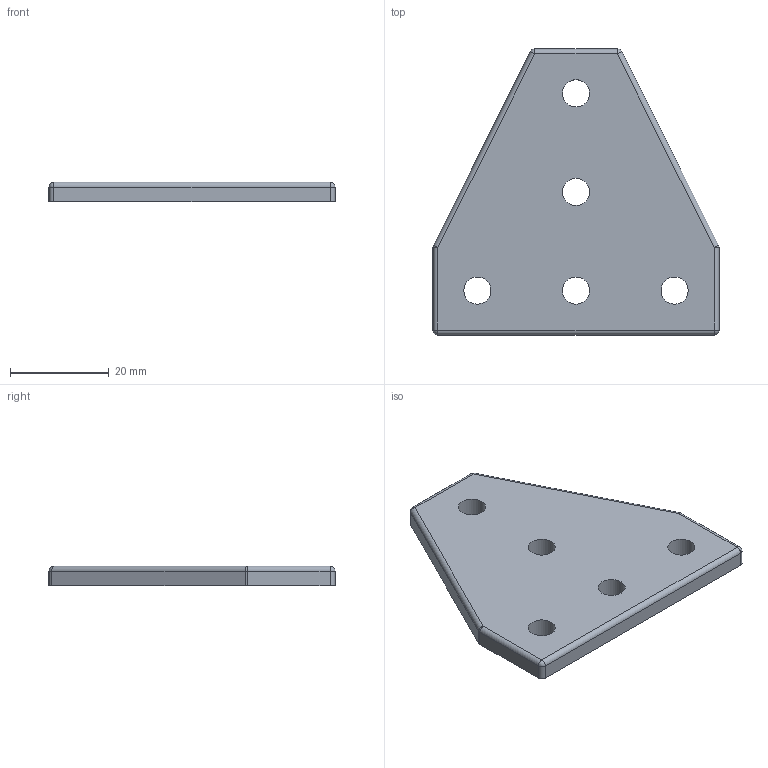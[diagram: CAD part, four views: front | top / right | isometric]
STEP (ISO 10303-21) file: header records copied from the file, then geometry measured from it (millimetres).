
FILE_DESCRIPTION(/* description */ (''),/* implementation_level */ '2;1');
FILE_NAME(/* name */ 'T connector for 20x20 rail v1.step',/* time_stamp */ '2024-03-11T22:20:21+01:00',/* author */ (''),/* organization */ (''),/* preprocessor_version */ 'ST-DEVELOPER v20',/* originating_system */ 'Autodesk Translation Framework v12.20.1.177',/* authorisation */ '');
FILE_SCHEMA (('AUTOMOTIVE_DESIGN { 1 0 10303 214 3 1 1 }'));
Length unit declared in the file: millimetre
Products named in the file (2): T connector for 20x20 rail; 5537T971_T-Slotted Framing
Assembly tree (1 placements, depth 2):
  T connector for 20x20 rail
    5537T971_T-Slotted Framing
Bounding box: 58 x 58 x 4 mm (x, y, z)
Volume: 9735.9 mm3; surface area: 5949.7 mm2
Topology: 1 solids, 1 shells, 31 faces, 73 edges, 40 vertices
Faces by surface type: cylinder 17, plane 8, sphere 6
Full cylindrical faces by diameter (mm): 5.5 x5
Entity records: 933 total; most frequent: DIRECTION 171, CARTESIAN_POINT 143, ORIENTED_EDGE 138, EDGE_CURVE 69, AXIS2_PLACEMENT_3D 68, EDGE_LOOP 41, VERTEX_POINT 40, LINE 35
